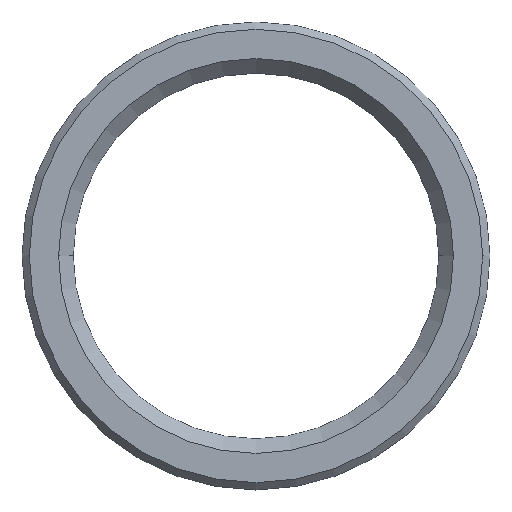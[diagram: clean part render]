
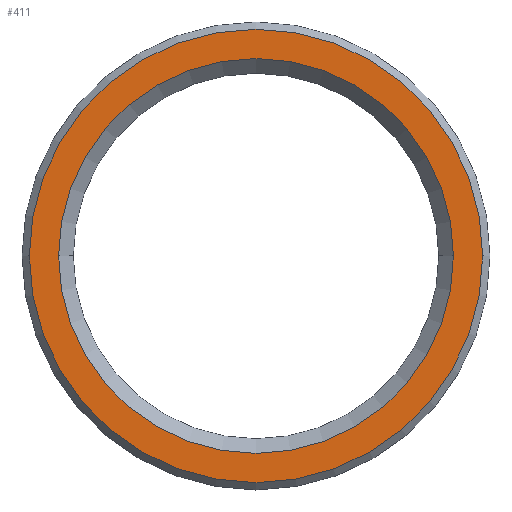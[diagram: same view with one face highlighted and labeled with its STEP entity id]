
A CAD part, top view. The second image highlights one B-rep face of the part: STEP entity #411.
In plain terms, the highlighted planar face has unit normal (0, 0, 1).
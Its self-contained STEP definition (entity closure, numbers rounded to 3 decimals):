
#2 = DIRECTION ( 'NONE',  ( 1., 0., 0. ) ) ;
#7 = AXIS2_PLACEMENT_3D ( 'NONE', #125, #181, #414 ) ;
#14 = CARTESIAN_POINT ( 'NONE',  ( 0., 0., 3. ) ) ;
#18 = CARTESIAN_POINT ( 'NONE',  ( -13.5, 0., 3. ) ) ;
#65 = ORIENTED_EDGE ( 'NONE', *, *, #315, .T. ) ;
#70 = CARTESIAN_POINT ( 'NONE',  ( 13.5, 0., 3. ) ) ;
#76 = CARTESIAN_POINT ( 'NONE',  ( 0., 0., 3. ) ) ;
#91 = DIRECTION ( 'NONE',  ( 1., 0., 0. ) ) ;
#108 = DIRECTION ( 'NONE',  ( 1., 0., 0. ) ) ;
#110 = CIRCLE ( 'NONE', #200, 15.5 ) ;
#120 = FACE_BOUND ( 'NONE', #145, .T. ) ;
#125 = CARTESIAN_POINT ( 'NONE',  ( 0., 0., 3. ) ) ;
#139 = VERTEX_POINT ( 'NONE', #18 ) ;
#140 = EDGE_CURVE ( 'NONE', #396, #139, #234, .T. ) ;
#143 = CIRCLE ( 'NONE', #298, 13.5 ) ;
#145 = EDGE_LOOP ( 'NONE', ( #257, #210 ) ) ;
#151 = DIRECTION ( 'NONE',  ( 0., 0., -1. ) ) ;
#152 = EDGE_CURVE ( 'NONE', #139, #396, #143, .T. ) ;
#166 = CARTESIAN_POINT ( 'NONE',  ( 15.5, 0., 3. ) ) ;
#181 = DIRECTION ( 'NONE',  ( 0., 0., 1. ) ) ;
#183 = DIRECTION ( 'NONE',  ( 0., 0., 1. ) ) ;
#193 = EDGE_LOOP ( 'NONE', ( #340, #65 ) ) ;
#195 = EDGE_CURVE ( 'NONE', #399, #233, #198, .T. ) ;
#198 = CIRCLE ( 'NONE', #409, 15.5 ) ;
#200 = AXIS2_PLACEMENT_3D ( 'NONE', #14, #183, #2 ) ;
#210 = ORIENTED_EDGE ( 'NONE', *, *, #152, .T. ) ;
#233 = VERTEX_POINT ( 'NONE', #166 ) ;
#234 = CIRCLE ( 'NONE', #268, 13.5 ) ;
#257 = ORIENTED_EDGE ( 'NONE', *, *, #140, .T. ) ;
#268 = AXIS2_PLACEMENT_3D ( 'NONE', #277, #276, #91 ) ;
#276 = DIRECTION ( 'NONE',  ( 0., 0., -1. ) ) ;
#277 = CARTESIAN_POINT ( 'NONE',  ( 0., 0., 3. ) ) ;
#291 = CARTESIAN_POINT ( 'NONE',  ( -15.5, 0., 3. ) ) ;
#298 = AXIS2_PLACEMENT_3D ( 'NONE', #348, #151, #383 ) ;
#300 = DIRECTION ( 'NONE',  ( 0., 0., 1. ) ) ;
#315 = EDGE_CURVE ( 'NONE', #233, #399, #110, .T. ) ;
#340 = ORIENTED_EDGE ( 'NONE', *, *, #195, .T. ) ;
#348 = CARTESIAN_POINT ( 'NONE',  ( 0., 0., 3. ) ) ;
#360 = PLANE ( 'NONE',  #7 ) ;
#365 = FACE_OUTER_BOUND ( 'NONE', #193, .T. ) ;
#383 = DIRECTION ( 'NONE',  ( 1., 0., 0. ) ) ;
#396 = VERTEX_POINT ( 'NONE', #70 ) ;
#399 = VERTEX_POINT ( 'NONE', #291 ) ;
#409 = AXIS2_PLACEMENT_3D ( 'NONE', #76, #300, #108 ) ;
#411 = ADVANCED_FACE ( 'NONE', ( #120, #365 ), #360, .T. ) ;
#414 = DIRECTION ( 'NONE',  ( 1., 0., 0. ) ) ;
